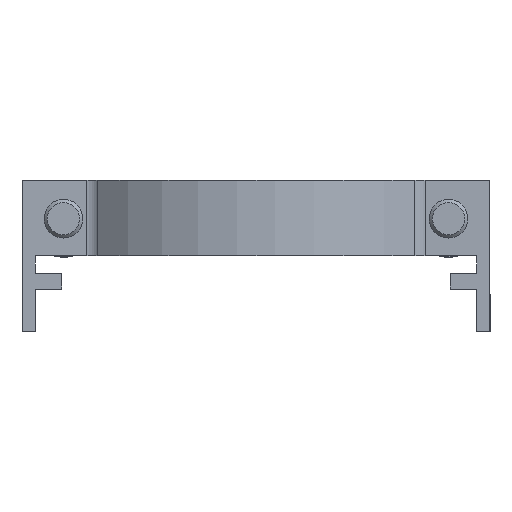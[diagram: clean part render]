
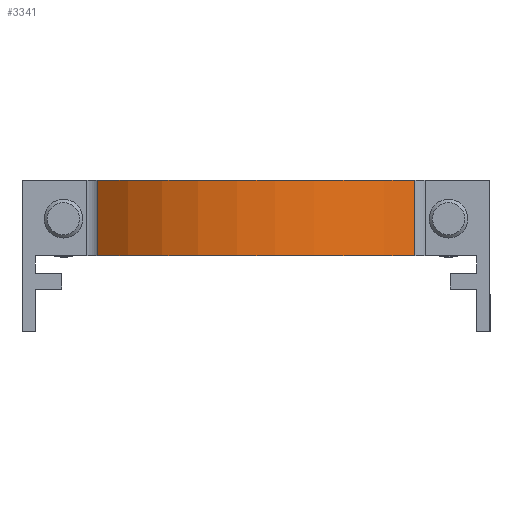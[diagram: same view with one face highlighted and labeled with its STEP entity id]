
A CAD part, front view. The second image highlights one B-rep face of the part: STEP entity #3341.
In plain terms, the highlighted cylindrical face has radius 28.875 mm (diameter 57.75 mm), a partial arc.
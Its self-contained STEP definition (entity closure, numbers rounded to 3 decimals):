
#295=FACE_OUTER_BOUND('',#491,.T.);
#491=EDGE_LOOP('',(#2271,#2272,#2273,#2274));
#706=LINE('',#5091,#1000);
#708=LINE('',#5099,#1002);
#1000=VECTOR('',#3994,10.);
#1002=VECTOR('',#4002,10.);
#1296=CIRCLE('',#3590,28.875);
#1297=CIRCLE('',#3591,28.875);
#1428=VERTEX_POINT('',#5088);
#1429=VERTEX_POINT('',#5090);
#1431=VERTEX_POINT('',#5096);
#1432=VERTEX_POINT('',#5098);
#1759=EDGE_CURVE('',#1428,#1429,#706,.T.);
#1762=EDGE_CURVE('',#1428,#1431,#1296,.T.);
#1763=EDGE_CURVE('',#1432,#1431,#708,.T.);
#1764=EDGE_CURVE('',#1429,#1432,#1297,.T.);
#2271=ORIENTED_EDGE('',*,*,#1759,.F.);
#2272=ORIENTED_EDGE('',*,*,#1762,.T.);
#2273=ORIENTED_EDGE('',*,*,#1763,.F.);
#2274=ORIENTED_EDGE('',*,*,#1764,.F.);
#3286=CYLINDRICAL_SURFACE('',#3589,28.875);
#3341=ADVANCED_FACE('',(#295),#3286,.T.);
#3589=AXIS2_PLACEMENT_3D('',#5095,#3998,#3999);
#3590=AXIS2_PLACEMENT_3D('',#5097,#4000,#4001);
#3591=AXIS2_PLACEMENT_3D('',#5100,#4003,#4004);
#3994=DIRECTION('',(0.,0.,1.));
#3998=DIRECTION('center_axis',(0.,0.,1.));
#3999=DIRECTION('ref_axis',(0.71,0.704,0.));
#4000=DIRECTION('center_axis',(0.,0.,1.));
#4001=DIRECTION('ref_axis',(0.71,0.704,0.));
#4002=DIRECTION('',(0.,0.,-1.));
#4003=DIRECTION('center_axis',(0.,0.,1.));
#4004=DIRECTION('ref_axis',(0.71,0.704,0.));
#5088=CARTESIAN_POINT('',(19.936,9.663,0.));
#5090=CARTESIAN_POINT('',(19.936,9.663,9.55));
#5091=CARTESIAN_POINT('',(19.936,9.663,0.));
#5095=CARTESIAN_POINT('Origin',(0.,-11.225,
0.));
#5096=CARTESIAN_POINT('',(-19.936,9.663,0.));
#5097=CARTESIAN_POINT('Origin',(0.,-11.225,
0.));
#5098=CARTESIAN_POINT('',(-19.936,9.663,9.55));
#5099=CARTESIAN_POINT('',(-19.936,9.663,0.));
#5100=CARTESIAN_POINT('Origin',(0.,-11.225,
9.55));
